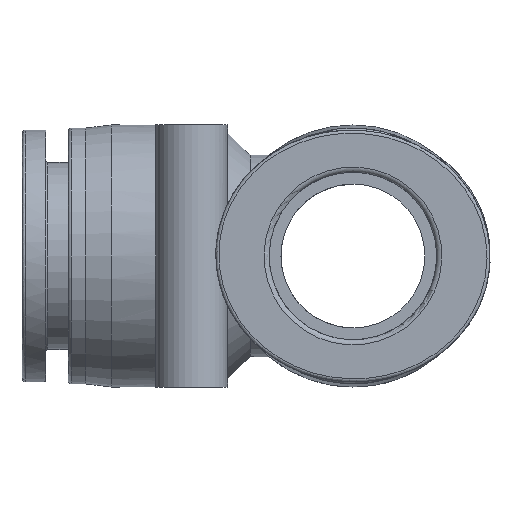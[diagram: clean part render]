
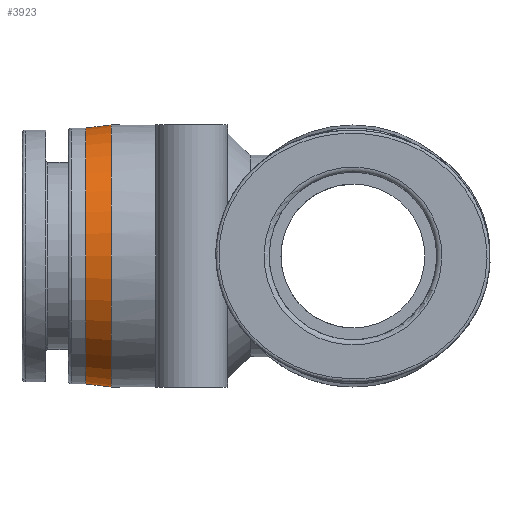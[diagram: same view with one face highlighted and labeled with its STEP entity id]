
A CAD part, left-side view. The second image highlights one B-rep face of the part: STEP entity #3923.
In plain terms, the highlighted conical face has half-angle 6.843 degrees and reference radius 12.75 mm.
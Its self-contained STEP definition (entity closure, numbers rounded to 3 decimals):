
#115 = CYLINDRICAL_SURFACE('',#116,12.75);
#116 = AXIS2_PLACEMENT_3D('',#117,#118,#119);
#117 = CARTESIAN_POINT('',(0.,23.99,0.));
#118 = DIRECTION('',(0.,1.,-0.));
#119 = DIRECTION('',(-1.,0.,0.));
#398 = EDGE_CURVE('',#399,#399,#401,.T.);
#399 = VERTEX_POINT('',#400);
#400 = CARTESIAN_POINT('',(-12.75,23.5,0.));
#401 = SURFACE_CURVE('',#402,(#407,#414),.PCURVE_S1.);
#402 = CIRCLE('',#403,12.75);
#403 = AXIS2_PLACEMENT_3D('',#404,#405,#406);
#404 = CARTESIAN_POINT('',(0.,23.5,0.));
#405 = DIRECTION('',(0.,1.,-0.));
#406 = DIRECTION('',(-1.,0.,0.));
#407 = PCURVE('',#115,#408);
#408 = DEFINITIONAL_REPRESENTATION('',(#409),#413);
#409 = LINE('',#410,#411);
#410 = CARTESIAN_POINT('',(0.,-0.49));
#411 = VECTOR('',#412,1.);
#412 = DIRECTION('',(1.,0.));
#413 = ( GEOMETRIC_REPRESENTATION_CONTEXT(2) 
PARAMETRIC_REPRESENTATION_CONTEXT() REPRESENTATION_CONTEXT('2D SPACE',''
  ) );
#414 = PCURVE('',#415,#420);
#415 = CONICAL_SURFACE('',#416,12.75,0.119);
#416 = AXIS2_PLACEMENT_3D('',#417,#418,#419);
#417 = CARTESIAN_POINT('',(0.,23.5,0.));
#418 = DIRECTION('',(0.,-1.,0.));
#419 = DIRECTION('',(1.,0.,0.));
#420 = DEFINITIONAL_REPRESENTATION('',(#421),#425);
#421 = LINE('',#422,#423);
#422 = CARTESIAN_POINT('',(9.425,0.));
#423 = VECTOR('',#424,1.);
#424 = DIRECTION('',(-1.,0.));
#425 = ( GEOMETRIC_REPRESENTATION_CONTEXT(2) 
PARAMETRIC_REPRESENTATION_CONTEXT() REPRESENTATION_CONTEXT('2D SPACE',''
  ) );
#3923 = ADVANCED_FACE('',(#3924),#415,.T.);
#3924 = FACE_BOUND('',#3925,.T.);
#3925 = EDGE_LOOP('',(#3926,#3957,#3977,#3978,#3979));
#3926 = ORIENTED_EDGE('',*,*,#3927,.F.);
#3927 = EDGE_CURVE('',#3928,#3930,#3932,.T.);
#3928 = VERTEX_POINT('',#3929);
#3929 = CARTESIAN_POINT('',(-12.45,26.,0.));
#3930 = VERTEX_POINT('',#3931);
#3931 = CARTESIAN_POINT('',(0.,26.,-12.45));
#3932 = SURFACE_CURVE('',#3933,(#3938,#3945),.PCURVE_S1.);
#3933 = CIRCLE('',#3934,12.45);
#3934 = AXIS2_PLACEMENT_3D('',#3935,#3936,#3937);
#3935 = CARTESIAN_POINT('',(0.,26.,0.));
#3936 = DIRECTION('',(0.,1.,-0.));
#3937 = DIRECTION('',(-1.,0.,0.));
#3938 = PCURVE('',#415,#3939);
#3939 = DEFINITIONAL_REPRESENTATION('',(#3940),#3944);
#3940 = LINE('',#3941,#3942);
#3941 = CARTESIAN_POINT('',(9.425,-2.5));
#3942 = VECTOR('',#3943,1.);
#3943 = DIRECTION('',(-1.,0.));
#3944 = ( GEOMETRIC_REPRESENTATION_CONTEXT(2) 
PARAMETRIC_REPRESENTATION_CONTEXT() REPRESENTATION_CONTEXT('2D SPACE',''
  ) );
#3945 = PCURVE('',#3946,#3951);
#3946 = CYLINDRICAL_SURFACE('',#3947,12.45);
#3947 = AXIS2_PLACEMENT_3D('',#3948,#3949,#3950);
#3948 = CARTESIAN_POINT('',(0.,18.6,0.));
#3949 = DIRECTION('',(-0.,-1.,-0.));
#3950 = DIRECTION('',(0.,0.,-1.));
#3951 = DEFINITIONAL_REPRESENTATION('',(#3952),#3956);
#3952 = LINE('',#3953,#3954);
#3953 = CARTESIAN_POINT('',(4.712,-7.4));
#3954 = VECTOR('',#3955,1.);
#3955 = DIRECTION('',(-1.,0.));
#3956 = ( GEOMETRIC_REPRESENTATION_CONTEXT(2) 
PARAMETRIC_REPRESENTATION_CONTEXT() REPRESENTATION_CONTEXT('2D SPACE',''
  ) );
#3957 = ORIENTED_EDGE('',*,*,#3958,.T.);
#3958 = EDGE_CURVE('',#3928,#399,#3959,.T.);
#3959 = SEAM_CURVE('',#3960,(#3963,#3970),.PCURVE_S1.);
#3960 = B_SPLINE_CURVE_WITH_KNOTS('',1,(#3961,#3962),.UNSPECIFIED.,.F.,
  .F.,(2,2),(-2.518,0.),.PIECEWISE_BEZIER_KNOTS.);
#3961 = CARTESIAN_POINT('',(-12.45,26.,0.));
#3962 = CARTESIAN_POINT('',(-12.75,23.5,0.));
#3963 = PCURVE('',#415,#3964);
#3964 = DEFINITIONAL_REPRESENTATION('',(#3965),#3969);
#3965 = LINE('',#3966,#3967);
#3966 = CARTESIAN_POINT('',(9.425,0.));
#3967 = VECTOR('',#3968,1.);
#3968 = DIRECTION('',(0.,1.));
#3969 = ( GEOMETRIC_REPRESENTATION_CONTEXT(2) 
PARAMETRIC_REPRESENTATION_CONTEXT() REPRESENTATION_CONTEXT('2D SPACE',''
  ) );
#3970 = PCURVE('',#415,#3971);
#3971 = DEFINITIONAL_REPRESENTATION('',(#3972),#3976);
#3972 = LINE('',#3973,#3974);
#3973 = CARTESIAN_POINT('',(3.142,0.));
#3974 = VECTOR('',#3975,1.);
#3975 = DIRECTION('',(0.,1.));
#3976 = ( GEOMETRIC_REPRESENTATION_CONTEXT(2) 
PARAMETRIC_REPRESENTATION_CONTEXT() REPRESENTATION_CONTEXT('2D SPACE',''
  ) );
#3977 = ORIENTED_EDGE('',*,*,#398,.T.);
#3978 = ORIENTED_EDGE('',*,*,#3958,.F.);
#3979 = ORIENTED_EDGE('',*,*,#3980,.F.);
#3980 = EDGE_CURVE('',#3930,#3928,#3981,.T.);
#3981 = SURFACE_CURVE('',#3982,(#3987,#3994),.PCURVE_S1.);
#3982 = CIRCLE('',#3983,12.45);
#3983 = AXIS2_PLACEMENT_3D('',#3984,#3985,#3986);
#3984 = CARTESIAN_POINT('',(0.,26.,0.));
#3985 = DIRECTION('',(0.,1.,-0.));
#3986 = DIRECTION('',(-1.,0.,0.));
#3987 = PCURVE('',#415,#3988);
#3988 = DEFINITIONAL_REPRESENTATION('',(#3989),#3993);
#3989 = LINE('',#3990,#3991);
#3990 = CARTESIAN_POINT('',(9.425,-2.5));
#3991 = VECTOR('',#3992,1.);
#3992 = DIRECTION('',(-1.,0.));
#3993 = ( GEOMETRIC_REPRESENTATION_CONTEXT(2) 
PARAMETRIC_REPRESENTATION_CONTEXT() REPRESENTATION_CONTEXT('2D SPACE',''
  ) );
#3994 = PCURVE('',#3946,#3995);
#3995 = DEFINITIONAL_REPRESENTATION('',(#3996),#4000);
#3996 = LINE('',#3997,#3998);
#3997 = CARTESIAN_POINT('',(10.996,-7.4));
#3998 = VECTOR('',#3999,1.);
#3999 = DIRECTION('',(-1.,0.));
#4000 = ( GEOMETRIC_REPRESENTATION_CONTEXT(2) 
PARAMETRIC_REPRESENTATION_CONTEXT() REPRESENTATION_CONTEXT('2D SPACE',''
  ) );
